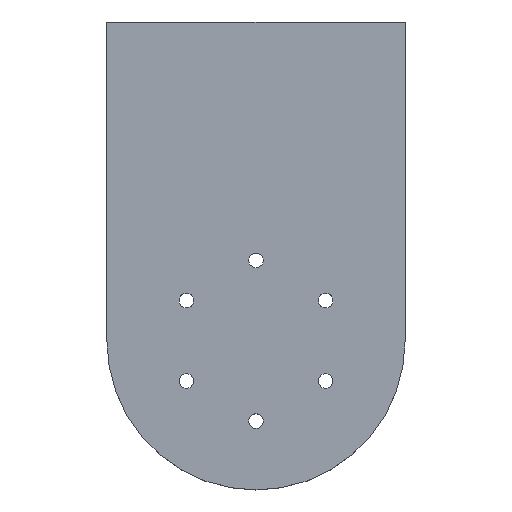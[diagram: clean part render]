
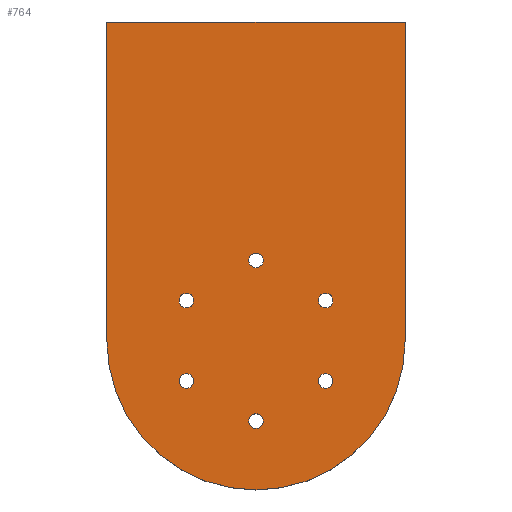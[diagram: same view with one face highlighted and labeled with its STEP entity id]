
A CAD part, top view. The second image highlights one B-rep face of the part: STEP entity #764.
In plain terms, the highlighted planar face has unit normal (0, 0, 1).
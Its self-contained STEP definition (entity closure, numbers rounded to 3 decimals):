
#10 = ORIENTED_EDGE ( 'NONE', *, *, #518, .T. ) ;
#12 = DIRECTION ( 'NONE',  ( 0., 0., -1. ) ) ;
#16 = AXIS2_PLACEMENT_3D ( 'NONE', #376, #295, #952 ) ;
#31 = ORIENTED_EDGE ( 'NONE', *, *, #843, .T. ) ;
#48 = CARTESIAN_POINT ( 'NONE',  ( 25.5, 13.75, 8. ) ) ;
#53 = EDGE_CURVE ( 'NONE', #553, #76, #846, .T. ) ;
#57 = AXIS2_PLACEMENT_3D ( 'NONE', #504, #912, #1062 ) ;
#59 = CIRCLE ( 'NONE', #631, 1.25 ) ;
#66 = VERTEX_POINT ( 'NONE', #816 ) ;
#70 = ORIENTED_EDGE ( 'NONE', *, *, #274, .T. ) ;
#75 = VERTEX_POINT ( 'NONE', #271 ) ;
#76 = VERTEX_POINT ( 'NONE', #1007 ) ;
#77 = LINE ( 'NONE', #648, #907 ) ;
#89 = CARTESIAN_POINT ( 'NONE',  ( 13.592, 6.875, 8. ) ) ;
#99 = DIRECTION ( 'NONE',  ( 0., 0., -1. ) ) ;
#123 = CIRCLE ( 'NONE', #942, 1.25 ) ;
#129 = DIRECTION ( 'NONE',  ( 1., 0., 0. ) ) ;
#132 = VERTEX_POINT ( 'NONE', #765 ) ;
#139 = VERTEX_POINT ( 'NONE', #508 ) ;
#141 = ORIENTED_EDGE ( 'NONE', *, *, #459, .T. ) ;
#148 = EDGE_LOOP ( 'NONE', ( #70, #303 ) ) ;
#153 = ORIENTED_EDGE ( 'NONE', *, *, #693, .T. ) ;
#164 = DIRECTION ( 'NONE',  ( 1., 0., 0. ) ) ;
#167 = FACE_OUTER_BOUND ( 'NONE', #831, .T. ) ;
#178 = FACE_BOUND ( 'NONE', #934, .T. ) ;
#183 = CARTESIAN_POINT ( 'NONE',  ( 51., 0., 8. ) ) ;
#200 = DIRECTION ( 'NONE',  ( 0., 0., -1. ) ) ;
#215 = CARTESIAN_POINT ( 'NONE',  ( 37.408, -6.875, 8. ) ) ;
#245 = AXIS2_PLACEMENT_3D ( 'NONE', #368, #703, #129 ) ;
#248 = EDGE_LOOP ( 'NONE', ( #543, #141 ) ) ;
#252 = VERTEX_POINT ( 'NONE', #183 ) ;
#253 = FACE_BOUND ( 'NONE', #874, .T. ) ;
#259 = PLANE ( 'NONE',  #861 ) ;
#264 = DIRECTION ( 'NONE',  ( 1., 0., 0. ) ) ;
#268 = DIRECTION ( 'NONE',  ( 0., 0., -1. ) ) ;
#271 = CARTESIAN_POINT ( 'NONE',  ( 26.75, -13.75, 8. ) ) ;
#273 = CARTESIAN_POINT ( 'NONE',  ( 25.5, -13.75, 8. ) ) ;
#274 = EDGE_CURVE ( 'NONE', #139, #75, #850, .T. ) ;
#293 = DIRECTION ( 'NONE',  ( 1., 0., 0. ) ) ;
#295 = DIRECTION ( 'NONE',  ( 0., 0., -1. ) ) ;
#303 = ORIENTED_EDGE ( 'NONE', *, *, #872, .T. ) ;
#305 = CARTESIAN_POINT ( 'NONE',  ( 12.342, -6.875, 8. ) ) ;
#329 = EDGE_LOOP ( 'NONE', ( #422, #153 ) ) ;
#343 = CIRCLE ( 'NONE', #943, 1.25 ) ;
#353 = CARTESIAN_POINT ( 'NONE',  ( 13.592, -6.875, 8. ) ) ;
#362 = CARTESIAN_POINT ( 'NONE',  ( 14.842, -6.875, 8. ) ) ;
#368 = CARTESIAN_POINT ( 'NONE',  ( 25.5, 0., 8. ) ) ;
#372 = CARTESIAN_POINT ( 'NONE',  ( 37.408, 6.875, 8. ) ) ;
#373 = LINE ( 'NONE', #950, #1001 ) ;
#376 = CARTESIAN_POINT ( 'NONE',  ( 13.592, -6.875, 8. ) ) ;
#386 = DIRECTION ( 'NONE',  ( 0., 0., -1. ) ) ;
#390 = AXIS2_PLACEMENT_3D ( 'NONE', #669, #99, #512 ) ;
#413 = DIRECTION ( 'NONE',  ( 1., 0., 0. ) ) ;
#420 = EDGE_CURVE ( 'NONE', #652, #66, #123, .T. ) ;
#422 = ORIENTED_EDGE ( 'NONE', *, *, #690, .T. ) ;
#430 = DIRECTION ( 'NONE',  ( 0., 0., -1. ) ) ;
#431 = AXIS2_PLACEMENT_3D ( 'NONE', #89, #12, #413 ) ;
#451 = AXIS2_PLACEMENT_3D ( 'NONE', #215, #1038, #293 ) ;
#456 = CARTESIAN_POINT ( 'NONE',  ( 26.75, 13.75, 8. ) ) ;
#459 = EDGE_CURVE ( 'NONE', #981, #913, #674, .T. ) ;
#461 = CARTESIAN_POINT ( 'NONE',  ( 25.5, 13.75, 8. ) ) ;
#485 = CIRCLE ( 'NONE', #431, 1.25 ) ;
#493 = CARTESIAN_POINT ( 'NONE',  ( 24.25, 13.75, 8. ) ) ;
#496 = DIRECTION ( 'NONE',  ( 0., 0., 1. ) ) ;
#504 = CARTESIAN_POINT ( 'NONE',  ( 37.408, -6.875, 8. ) ) ;
#506 = DIRECTION ( 'NONE',  ( 1., 0., 0. ) ) ;
#508 = CARTESIAN_POINT ( 'NONE',  ( 24.25, -13.75, 8. ) ) ;
#509 = VERTEX_POINT ( 'NONE', #541 ) ;
#511 = DIRECTION ( 'NONE',  ( 0., 0., -1. ) ) ;
#512 = DIRECTION ( 'NONE',  ( 1., 0., 0. ) ) ;
#515 = VERTEX_POINT ( 'NONE', #794 ) ;
#518 = EDGE_CURVE ( 'NONE', #951, #796, #725, .T. ) ;
#522 = CARTESIAN_POINT ( 'NONE',  ( 0., 0., 8. ) ) ;
#532 = ORIENTED_EDGE ( 'NONE', *, *, #1032, .T. ) ;
#541 = CARTESIAN_POINT ( 'NONE',  ( 12.342, 6.875, 8. ) ) ;
#543 = ORIENTED_EDGE ( 'NONE', *, *, #991, .T. ) ;
#546 = EDGE_CURVE ( 'NONE', #132, #515, #77, .T. ) ;
#553 = VERTEX_POINT ( 'NONE', #566 ) ;
#566 = CARTESIAN_POINT ( 'NONE',  ( 38.658, -6.875, 8. ) ) ;
#574 = CARTESIAN_POINT ( 'NONE',  ( 38.658, 6.875, 8. ) ) ;
#575 = AXIS2_PLACEMENT_3D ( 'NONE', #1015, #430, #264 ) ;
#576 = LINE ( 'NONE', #873, #985 ) ;
#595 = AXIS2_PLACEMENT_3D ( 'NONE', #353, #200, #685 ) ;
#599 = CARTESIAN_POINT ( 'NONE',  ( 25.5, 0., 8. ) ) ;
#614 = DIRECTION ( 'NONE',  ( 1., 0., 0. ) ) ;
#631 = AXIS2_PLACEMENT_3D ( 'NONE', #461, #386, #164 ) ;
#644 = DIRECTION ( 'NONE',  ( -1., 0., 0. ) ) ;
#648 = CARTESIAN_POINT ( 'NONE',  ( 0., 54.5, 8. ) ) ;
#652 = VERTEX_POINT ( 'NONE', #574 ) ;
#662 = ORIENTED_EDGE ( 'NONE', *, *, #546, .T. ) ;
#667 = ORIENTED_EDGE ( 'NONE', *, *, #932, .T. ) ;
#669 = CARTESIAN_POINT ( 'NONE',  ( 25.5, -13.75, 8. ) ) ;
#673 = FACE_BOUND ( 'NONE', #248, .T. ) ;
#674 = CIRCLE ( 'NONE', #859, 1.25 ) ;
#679 = EDGE_LOOP ( 'NONE', ( #989, #766 ) ) ;
#685 = DIRECTION ( 'NONE',  ( 1., 0., 0. ) ) ;
#690 = EDGE_CURVE ( 'NONE', #509, #822, #343, .T. ) ;
#693 = EDGE_CURVE ( 'NONE', #822, #509, #485, .T. ) ;
#703 = DIRECTION ( 'NONE',  ( 0., 0., 1. ) ) ;
#725 = CIRCLE ( 'NONE', #16, 1.25 ) ;
#728 = AXIS2_PLACEMENT_3D ( 'NONE', #273, #268, #614 ) ;
#756 = CARTESIAN_POINT ( 'NONE',  ( 13.592, 6.875, 8. ) ) ;
#763 = CIRCLE ( 'NONE', #595, 1.25 ) ;
#764 = ADVANCED_FACE ( 'NONE', ( #673, #253, #910, #1066, #178, #1004, #167 ), #259, .T. ) ;
#765 = CARTESIAN_POINT ( 'NONE',  ( 51., 54.5, 8. ) ) ;
#766 = ORIENTED_EDGE ( 'NONE', *, *, #53, .T. ) ;
#781 = CIRCLE ( 'NONE', #451, 1.25 ) ;
#793 = VERTEX_POINT ( 'NONE', #522 ) ;
#794 = CARTESIAN_POINT ( 'NONE',  ( 0., 54.5, 8. ) ) ;
#796 = VERTEX_POINT ( 'NONE', #362 ) ;
#816 = CARTESIAN_POINT ( 'NONE',  ( 36.158, 6.875, 8. ) ) ;
#822 = VERTEX_POINT ( 'NONE', #1023 ) ;
#827 = ORIENTED_EDGE ( 'NONE', *, *, #854, .T. ) ;
#831 = EDGE_LOOP ( 'NONE', ( #974, #667, #662, #532 ) ) ;
#843 = EDGE_CURVE ( 'NONE', #796, #951, #763, .T. ) ;
#846 = CIRCLE ( 'NONE', #57, 1.25 ) ;
#850 = CIRCLE ( 'NONE', #390, 1.25 ) ;
#854 = EDGE_CURVE ( 'NONE', #66, #652, #1036, .T. ) ;
#859 = AXIS2_PLACEMENT_3D ( 'NONE', #48, #863, #1034 ) ;
#861 = AXIS2_PLACEMENT_3D ( 'NONE', #599, #496, #506 ) ;
#863 = DIRECTION ( 'NONE',  ( 0., 0., -1. ) ) ;
#871 = DIRECTION ( 'NONE',  ( 0., 0., -1. ) ) ;
#872 = EDGE_CURVE ( 'NONE', #75, #139, #1058, .T. ) ;
#873 = CARTESIAN_POINT ( 'NONE',  ( 51., 0., 8. ) ) ;
#874 = EDGE_LOOP ( 'NONE', ( #827, #1047 ) ) ;
#904 = DIRECTION ( 'NONE',  ( 1., 0., 0. ) ) ;
#907 = VECTOR ( 'NONE', #644, 1000. ) ;
#910 = FACE_BOUND ( 'NONE', #679, .T. ) ;
#912 = DIRECTION ( 'NONE',  ( 0., 0., -1. ) ) ;
#913 = VERTEX_POINT ( 'NONE', #493 ) ;
#932 = EDGE_CURVE ( 'NONE', #252, #132, #576, .T. ) ;
#934 = EDGE_LOOP ( 'NONE', ( #10, #31 ) ) ;
#936 = DIRECTION ( 'NONE',  ( 1., 0., 0. ) ) ;
#942 = AXIS2_PLACEMENT_3D ( 'NONE', #372, #871, #936 ) ;
#943 = AXIS2_PLACEMENT_3D ( 'NONE', #756, #511, #904 ) ;
#949 = CIRCLE ( 'NONE', #245, 25.5 ) ;
#950 = CARTESIAN_POINT ( 'NONE',  ( 0., 0., 8. ) ) ;
#951 = VERTEX_POINT ( 'NONE', #305 ) ;
#952 = DIRECTION ( 'NONE',  ( 1., 0., 0. ) ) ;
#960 = EDGE_CURVE ( 'NONE', #793, #252, #949, .T. ) ;
#974 = ORIENTED_EDGE ( 'NONE', *, *, #960, .T. ) ;
#980 = DIRECTION ( 'NONE',  ( 0., 1., 0. ) ) ;
#981 = VERTEX_POINT ( 'NONE', #456 ) ;
#985 = VECTOR ( 'NONE', #980, 1000. ) ;
#986 = DIRECTION ( 'NONE',  ( 0., -1., 0. ) ) ;
#989 = ORIENTED_EDGE ( 'NONE', *, *, #1037, .T. ) ;
#991 = EDGE_CURVE ( 'NONE', #913, #981, #59, .T. ) ;
#1001 = VECTOR ( 'NONE', #986, 1000. ) ;
#1004 = FACE_BOUND ( 'NONE', #329, .T. ) ;
#1007 = CARTESIAN_POINT ( 'NONE',  ( 36.158, -6.875, 8. ) ) ;
#1015 = CARTESIAN_POINT ( 'NONE',  ( 37.408, 6.875, 8. ) ) ;
#1023 = CARTESIAN_POINT ( 'NONE',  ( 14.842, 6.875, 8. ) ) ;
#1032 = EDGE_CURVE ( 'NONE', #515, #793, #373, .T. ) ;
#1034 = DIRECTION ( 'NONE',  ( 1., 0., 0. ) ) ;
#1036 = CIRCLE ( 'NONE', #575, 1.25 ) ;
#1037 = EDGE_CURVE ( 'NONE', #76, #553, #781, .T. ) ;
#1038 = DIRECTION ( 'NONE',  ( 0., 0., -1. ) ) ;
#1047 = ORIENTED_EDGE ( 'NONE', *, *, #420, .T. ) ;
#1058 = CIRCLE ( 'NONE', #728, 1.25 ) ;
#1062 = DIRECTION ( 'NONE',  ( 1., 0., 0. ) ) ;
#1066 = FACE_BOUND ( 'NONE', #148, .T. ) ;
